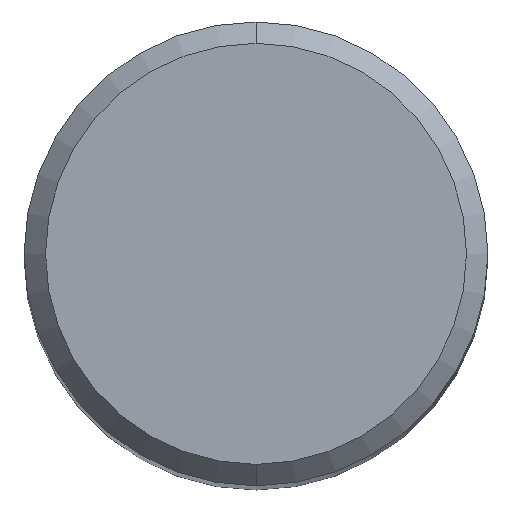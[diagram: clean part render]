
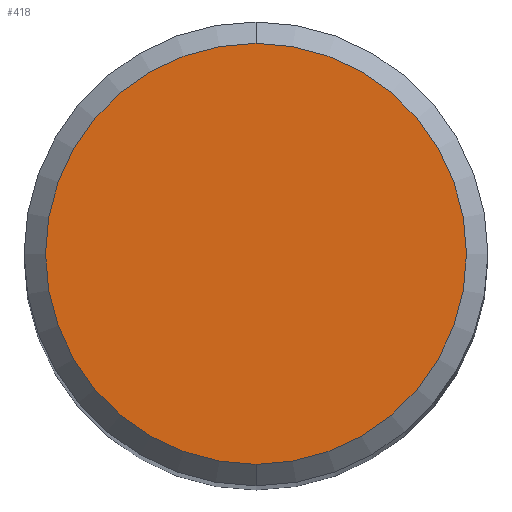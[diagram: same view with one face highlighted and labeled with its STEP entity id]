
A CAD part, top view. The second image highlights one B-rep face of the part: STEP entity #418.
In plain terms, the highlighted planar face has unit normal (0, 0, 1).
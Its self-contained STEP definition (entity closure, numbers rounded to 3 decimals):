
#252=EDGE_CURVE('',#378,#276,#560,.T.);
#270=EDGE_CURVE('',#276,#378,#579,.T.);
#276=VERTEX_POINT('',#585);
#378=VERTEX_POINT('',#701);
#418=ADVANCED_FACE('',(#745),#746,.T.);
#560=CIRCLE('',#994,5.9);
#579=CIRCLE('',#1018,5.9);
#585=CARTESIAN_POINT('',(0.0,5.9,0.0));
#701=CARTESIAN_POINT('',(0.,-5.9,0.0));
#745=FACE_OUTER_BOUND('',#1360,.T.);
#746=PLANE('',#1361);
#994=AXIS2_PLACEMENT_3D('',#1585,#1586,#1587);
#1018=AXIS2_PLACEMENT_3D('',#1603,#1604,#1605);
#1360=EDGE_LOOP('',(#1798,#1799));
#1361=AXIS2_PLACEMENT_3D('',#1800,#1801,#1802);
#1585=CARTESIAN_POINT('',(0.0,0.0,0.0));
#1586=DIRECTION('',(0.0,0.0,-1.0));
#1587=DIRECTION('',(0.0,1.0,0.0));
#1603=CARTESIAN_POINT('',(0.0,0.0,0.0));
#1604=DIRECTION('',(0.0,0.0,-1.0));
#1605=DIRECTION('',(0.0,1.0,0.0));
#1798=ORIENTED_EDGE('',*,*,#270,.F.);
#1799=ORIENTED_EDGE('',*,*,#252,.F.);
#1800=CARTESIAN_POINT('',(0.0,2.95,0.0));
#1801=DIRECTION('',(-0.0,0.0,1.0));
#1802=DIRECTION('',(0.0,-1.0,0.0));
